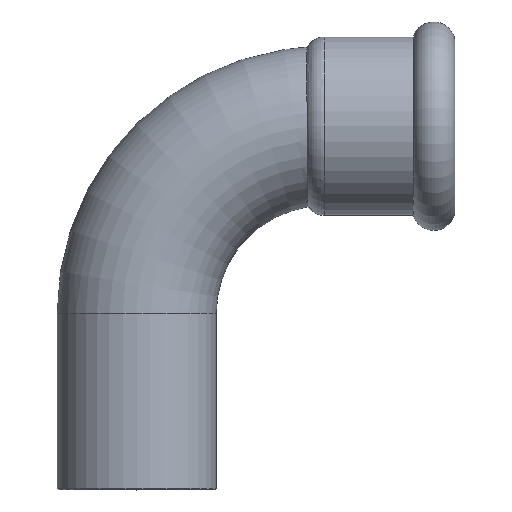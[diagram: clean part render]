
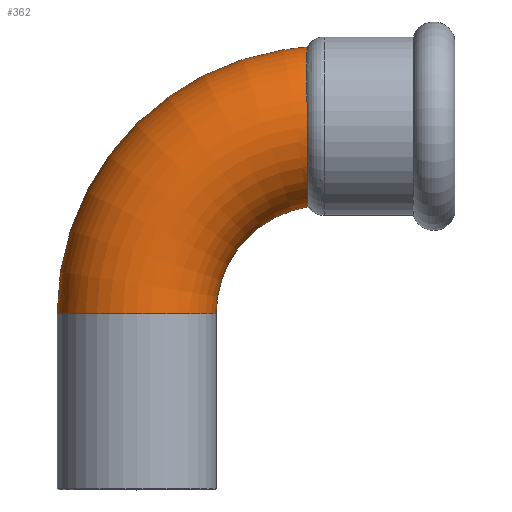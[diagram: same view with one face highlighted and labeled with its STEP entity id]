
A CAD part, top view. The second image highlights one B-rep face of the part: STEP entity #362.
In plain terms, the highlighted toroidal (fillet/blend) face has major radius 33 mm and minor radius 14 mm.
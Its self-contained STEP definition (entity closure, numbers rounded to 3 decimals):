
#15=B_SPLINE_CURVE_WITH_KNOTS('',3,(#661,#662,#663,#664,#665,#666,#667,
#668,#669,#670,#671,#672),.UNSPECIFIED.,.F.,.F.,(4,2,2,2,2,4),(4.421,
4.934,5.476,6.024,6.575,6.646),
 .UNSPECIFIED.);
#16=B_SPLINE_CURVE_WITH_KNOTS('',3,(#674,#675,#676,#677,#678,#679,#680,
#681,#682,#683,#684,#685,#686,#687,#688,#689,#690,#691,#692,#693),
 .UNSPECIFIED.,.F.,.F.,(4,2,2,2,2,2,2,2,2,4),(0.,0.546,1.092,
1.64,2.189,2.74,3.293,3.845,
4.392,4.421),.UNSPECIFIED.);
#17=B_SPLINE_CURVE_WITH_KNOTS('',3,(#694,#695,#696,#697,#698,#699,#700,
#701,#702,#703,#704,#705),.UNSPECIFIED.,.F.,.F.,(4,2,2,2,2,4),(6.646,
7.126,7.675,8.222,8.531,8.84),
 .UNSPECIFIED.);
#61=FACE_OUTER_BOUND('',#79,.T.);
#79=EDGE_LOOP('',(#299,#300,#301,#302,#303,#304,#305));
#112=CIRCLE('',#424,14.);
#113=CIRCLE('',#425,14.);
#122=CIRCLE('',#437,19.);
#153=VERTEX_POINT('',#646);
#154=VERTEX_POINT('',#647);
#158=VERTEX_POINT('',#658);
#159=VERTEX_POINT('',#660);
#160=VERTEX_POINT('',#673);
#202=EDGE_CURVE('',#153,#154,#112,.T.);
#204=EDGE_CURVE('',#154,#153,#113,.T.);
#209=EDGE_CURVE('',#159,#158,#15,.T.);
#210=EDGE_CURVE('',#160,#159,#16,.T.);
#211=EDGE_CURVE('',#158,#160,#17,.T.);
#219=EDGE_CURVE('',#159,#154,#122,.T.);
#299=ORIENTED_EDGE('',*,*,#210,.T.);
#300=ORIENTED_EDGE('',*,*,#219,.T.);
#301=ORIENTED_EDGE('',*,*,#202,.F.);
#302=ORIENTED_EDGE('',*,*,#204,.F.);
#303=ORIENTED_EDGE('',*,*,#219,.F.);
#304=ORIENTED_EDGE('',*,*,#209,.T.);
#305=ORIENTED_EDGE('',*,*,#211,.T.);
#348=TOROIDAL_SURFACE('',#436,33.,14.);
#362=ADVANCED_FACE('',(#61),#348,.T.);
#424=AXIS2_PLACEMENT_3D('',#648,#527,#528);
#425=AXIS2_PLACEMENT_3D('',#650,#530,#531);
#436=AXIS2_PLACEMENT_3D('',#761,#552,#553);
#437=AXIS2_PLACEMENT_3D('',#762,#554,#555);
#527=DIRECTION('center_axis',(0.,-1.,0.));
#528=DIRECTION('ref_axis',(0.,0.,-1.));
#530=DIRECTION('center_axis',(0.,-1.,0.));
#531=DIRECTION('ref_axis',(0.,0.,-1.));
#552=DIRECTION('center_axis',(0.,0.,-1.));
#553=DIRECTION('ref_axis',(-1.,0.,0.));
#554=DIRECTION('center_axis',(0.,0.,1.));
#555=DIRECTION('ref_axis',(-1.,0.,0.));
#646=CARTESIAN_POINT('',(-70.,-33.,0.));
#647=CARTESIAN_POINT('',(-42.,-33.,0.));
#648=CARTESIAN_POINT('Origin',(-56.,-33.,0.));
#650=CARTESIAN_POINT('Origin',(-56.,-33.,0.));
#658=CARTESIAN_POINT('',(-26.002,0.,13.999));
#660=CARTESIAN_POINT('',(-25.861,-14.217,0.));
#661=CARTESIAN_POINT('Ctrl Pts',(-25.861,-14.217,0.));
#662=CARTESIAN_POINT('Ctrl Pts',(-25.861,-14.217,1.708));
#663=CARTESIAN_POINT('Ctrl Pts',(-25.866,-13.901,3.401));
#664=CARTESIAN_POINT('Ctrl Pts',(-25.886,-12.637,6.684));
#665=CARTESIAN_POINT('Ctrl Pts',(-25.9,-11.665,8.229));
#666=CARTESIAN_POINT('Ctrl Pts',(-25.93,-9.177,10.879));
#667=CARTESIAN_POINT('Ctrl Pts',(-25.945,-7.679,11.955));
#668=CARTESIAN_POINT('Ctrl Pts',(-25.974,-4.348,13.482));
#669=CARTESIAN_POINT('Ctrl Pts',(-25.987,-2.544,13.914));
#670=CARTESIAN_POINT('Ctrl Pts',(-25.999,-0.472,13.998));
#671=CARTESIAN_POINT('Ctrl Pts',(-26.001,-0.236,14.002));
#672=CARTESIAN_POINT('Ctrl Pts',(-26.002,0.,
13.999));
#673=CARTESIAN_POINT('',(-26.059,13.9,0.));
#674=CARTESIAN_POINT('Ctrl Pts',(-26.059,13.9,0.));
#675=CARTESIAN_POINT('Ctrl Pts',(-26.059,13.9,-1.82));
#676=CARTESIAN_POINT('Ctrl Pts',(-26.058,13.545,-3.622));
#677=CARTESIAN_POINT('Ctrl Pts',(-26.054,12.163,-6.99));
#678=CARTESIAN_POINT('Ctrl Pts',(-26.051,11.149,-8.524));
#679=CARTESIAN_POINT('Ctrl Pts',(-26.042,8.588,-11.12));
#680=CARTESIAN_POINT('Ctrl Pts',(-26.036,7.065,-12.156));
#681=CARTESIAN_POINT('Ctrl Pts',(-26.022,3.702,-13.59));
#682=CARTESIAN_POINT('Ctrl Pts',(-26.013,1.894,-13.973));
#683=CARTESIAN_POINT('Ctrl Pts',(-25.992,-1.774,-14.025));
#684=CARTESIAN_POINT('Ctrl Pts',(-25.979,-3.599,-13.691));
#685=CARTESIAN_POINT('Ctrl Pts',(-25.951,-7.023,-12.343));
#686=CARTESIAN_POINT('Ctrl Pts',(-25.936,-8.59,-11.339));
#687=CARTESIAN_POINT('Ctrl Pts',(-25.905,-11.245,-8.787));
#688=CARTESIAN_POINT('Ctrl Pts',(-25.891,-12.309,-7.264));
#689=CARTESIAN_POINT('Ctrl Pts',(-25.868,-13.779,-3.907));
#690=CARTESIAN_POINT('Ctrl Pts',(-25.861,-14.176,-2.109));
#691=CARTESIAN_POINT('Ctrl Pts',(-25.861,-14.216,-0.19));
#692=CARTESIAN_POINT('Ctrl Pts',(-25.861,-14.217,-0.095));
#693=CARTESIAN_POINT('Ctrl Pts',(-25.861,-14.217,0.));
#694=CARTESIAN_POINT('Ctrl Pts',(-26.002,0.,
13.999));
#695=CARTESIAN_POINT('Ctrl Pts',(-26.011,1.596,13.984));
#696=CARTESIAN_POINT('Ctrl Pts',(-26.019,3.18,13.697));
#697=CARTESIAN_POINT('Ctrl Pts',(-26.034,6.402,12.524));
#698=CARTESIAN_POINT('Ctrl Pts',(-26.04,7.982,11.568));
#699=CARTESIAN_POINT('Ctrl Pts',(-26.049,10.682,9.106));
#700=CARTESIAN_POINT('Ctrl Pts',(-26.053,11.778,7.626));
#701=CARTESIAN_POINT('Ctrl Pts',(-26.057,12.998,5.046));
#702=CARTESIAN_POINT('Ctrl Pts',(-26.058,13.335,4.068));
#703=CARTESIAN_POINT('Ctrl Pts',(-26.059,13.786,2.058));
#704=CARTESIAN_POINT('Ctrl Pts',(-26.059,13.9,1.03));
#705=CARTESIAN_POINT('Ctrl Pts',(-26.059,13.9,0.));
#761=CARTESIAN_POINT('Origin',(-23.,-33.,0.));
#762=CARTESIAN_POINT('Origin',(-23.,-33.,0.));
